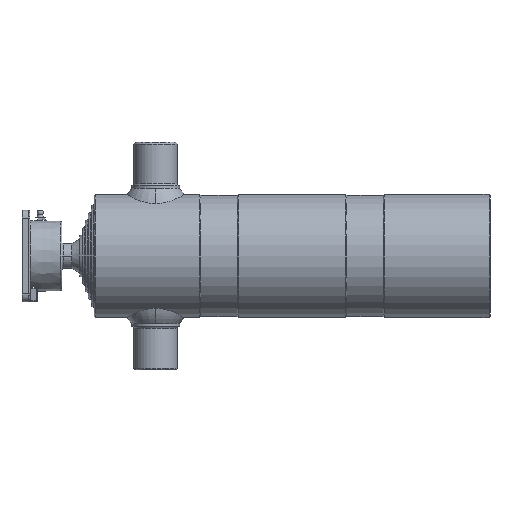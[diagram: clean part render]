
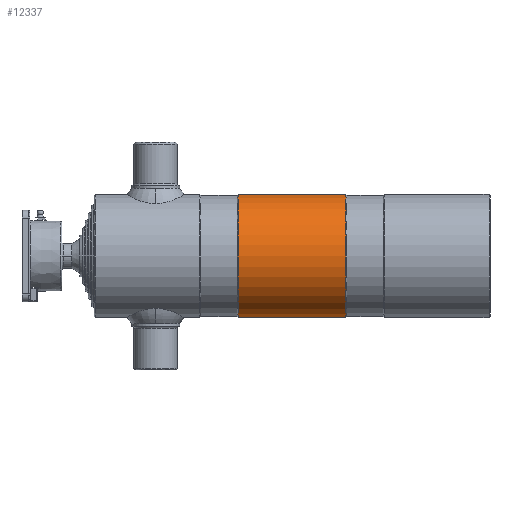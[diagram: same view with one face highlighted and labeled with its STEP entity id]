
A CAD part, left-side view. The second image highlights one B-rep face of the part: STEP entity #12337.
In plain terms, the highlighted cylindrical face has radius 64 mm (diameter 128 mm), a partial arc.
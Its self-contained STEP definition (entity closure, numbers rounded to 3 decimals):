
#295 = DIRECTION ( 'NONE',  ( 0., -1., 0. ) ) ;
#525 = AXIS2_PLACEMENT_3D ( 'NONE', #6199, #2628, #5034 ) ;
#609 = FACE_OUTER_BOUND ( 'NONE', #613, .T. ) ;
#613 = EDGE_LOOP ( 'NONE', ( #14930, #15634, #12143, #13595 ) ) ;
#694 = VECTOR ( 'NONE', #15332, 1000. ) ;
#1269 = CARTESIAN_POINT ( 'NONE',  ( 0., -23.645, 64. ) ) ;
#2302 = CARTESIAN_POINT ( 'NONE',  ( 0., 269.089, 64. ) ) ;
#2628 = DIRECTION ( 'NONE',  ( 0., -1., 0. ) ) ;
#3052 = CARTESIAN_POINT ( 'NONE',  ( 0., -23.645, -64. ) ) ;
#4329 = LINE ( 'NONE', #3052, #694 ) ;
#4578 = LINE ( 'NONE', #1269, #14368 ) ;
#5034 = DIRECTION ( 'NONE',  ( 0., 0., -1. ) ) ;
#5850 = VERTEX_POINT ( 'NONE', #13244 ) ;
#6112 = EDGE_CURVE ( 'NONE', #10016, #8934, #7564, .T. ) ;
#6199 = CARTESIAN_POINT ( 'NONE',  ( 0., -23.645, 0. ) ) ;
#6571 = CARTESIAN_POINT ( 'NONE',  ( 0., 157.089, 0. ) ) ;
#7564 = CIRCLE ( 'NONE', #15254, 64. ) ;
#7634 = CARTESIAN_POINT ( 'NONE',  ( 0., 269.089, 0. ) ) ;
#7819 = DIRECTION ( 'NONE',  ( 0., 0., -1. ) ) ;
#7990 = EDGE_CURVE ( 'NONE', #10016, #12134, #4578, .T. ) ;
#8881 = DIRECTION ( 'NONE',  ( 0., 0., -1. ) ) ;
#8934 = VERTEX_POINT ( 'NONE', #10886 ) ;
#9350 = CIRCLE ( 'NONE', #15465, 64. ) ;
#9864 = DIRECTION ( 'NONE',  ( 0., -1., 0. ) ) ;
#10016 = VERTEX_POINT ( 'NONE', #2302 ) ;
#10886 = CARTESIAN_POINT ( 'NONE',  ( 0., 269.089, -64. ) ) ;
#10908 = EDGE_CURVE ( 'NONE', #8934, #5850, #4329, .T. ) ;
#12134 = VERTEX_POINT ( 'NONE', #13100 ) ;
#12143 = ORIENTED_EDGE ( 'NONE', *, *, #10908, .T. ) ;
#12337 = ADVANCED_FACE ( 'NONE', ( #609 ), #15760, .T. ) ;
#13100 = CARTESIAN_POINT ( 'NONE',  ( 0., 157.089, 64. ) ) ;
#13244 = CARTESIAN_POINT ( 'NONE',  ( 0., 157.089, -64. ) ) ;
#13595 = ORIENTED_EDGE ( 'NONE', *, *, #15624, .F. ) ;
#14368 = VECTOR ( 'NONE', #9864, 1000. ) ;
#14930 = ORIENTED_EDGE ( 'NONE', *, *, #7990, .F. ) ;
#15186 = DIRECTION ( 'NONE',  ( 0., -1., 0. ) ) ;
#15254 = AXIS2_PLACEMENT_3D ( 'NONE', #7634, #295, #8881 ) ;
#15332 = DIRECTION ( 'NONE',  ( 0., -1., 0. ) ) ;
#15465 = AXIS2_PLACEMENT_3D ( 'NONE', #6571, #15186, #7819 ) ;
#15624 = EDGE_CURVE ( 'NONE', #12134, #5850, #9350, .T. ) ;
#15634 = ORIENTED_EDGE ( 'NONE', *, *, #6112, .T. ) ;
#15760 = CYLINDRICAL_SURFACE ( 'NONE', #525, 64. ) ;
